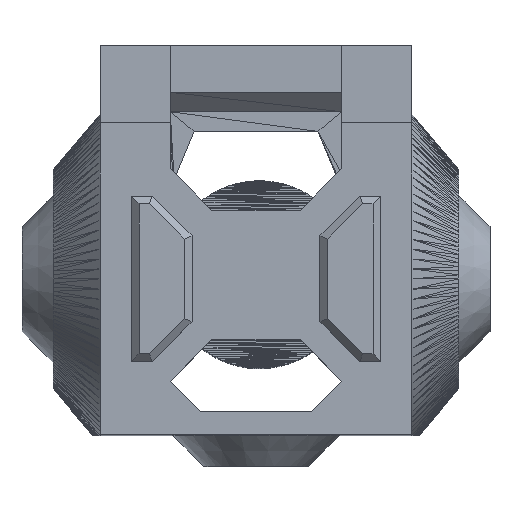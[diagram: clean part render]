
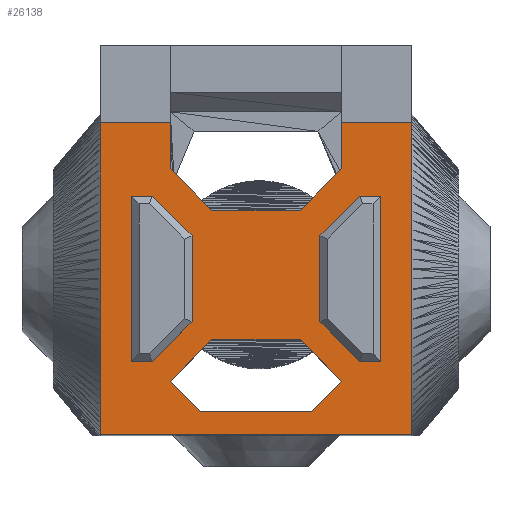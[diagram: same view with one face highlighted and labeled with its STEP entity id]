
A CAD part, top view. The second image highlights one B-rep face of the part: STEP entity #26138.
In plain terms, the highlighted planar face has unit normal (0, 0, 1).
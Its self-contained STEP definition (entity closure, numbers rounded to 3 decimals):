
#160=FACE_BOUND('',#3231,.T.);
#161=FACE_BOUND('',#3232,.T.);
#162=FACE_BOUND('',#3233,.T.);
#1232=FACE_OUTER_BOUND('',#3230,.T.);
#3230=EDGE_LOOP('',(#19922,#19923,#19924,#19925,#19926,#19927,#19928,#19929,
#19930,#19931));
#3231=EDGE_LOOP('',(#19932,#19933,#19934,#19935,#19936,#19937));
#3232=EDGE_LOOP('',(#19938,#19939,#19940,#19941,#19942,#19943));
#3233=EDGE_LOOP('',(#19944,#19945,#19946,#19947,#19948,#19949));
#6012=LINE('',#40891,#9391);
#6054=LINE('',#40997,#9433);
#6083=LINE('',#41067,#9462);
#6223=LINE('',#41342,#9602);
#6291=LINE('',#41477,#9670);
#6292=LINE('',#41479,#9671);
#6293=LINE('',#41481,#9672);
#6294=LINE('',#41483,#9673);
#6295=LINE('',#41485,#9674);
#6296=LINE('',#41487,#9675);
#6297=LINE('',#41489,#9676);
#6298=LINE('',#41490,#9677);
#6299=LINE('',#41492,#9678);
#6300=LINE('',#41494,#9679);
#6301=LINE('',#41496,#9680);
#6302=LINE('',#41497,#9681);
#6303=LINE('',#41500,#9682);
#6304=LINE('',#41502,#9683);
#6305=LINE('',#41504,#9684);
#6306=LINE('',#41506,#9685);
#6307=LINE('',#41508,#9686);
#6308=LINE('',#41509,#9687);
#6309=LINE('',#41512,#9688);
#6310=LINE('',#41514,#9689);
#6311=LINE('',#41516,#9690);
#6312=LINE('',#41518,#9691);
#6313=LINE('',#41520,#9692);
#6314=LINE('',#41521,#9693);
#9391=VECTOR('',#33362,1.);
#9433=VECTOR('',#33428,1.);
#9462=VECTOR('',#33487,1.);
#9602=VECTOR('',#33645,1.);
#9670=VECTOR('',#33719,1.);
#9671=VECTOR('',#33720,1.);
#9672=VECTOR('',#33721,1.);
#9673=VECTOR('',#33722,1.);
#9674=VECTOR('',#33723,1.);
#9675=VECTOR('',#33724,1.);
#9676=VECTOR('',#33725,1.);
#9677=VECTOR('',#33726,1.);
#9678=VECTOR('',#33727,1.);
#9679=VECTOR('',#33728,1.);
#9680=VECTOR('',#33729,1.);
#9681=VECTOR('',#33730,1.);
#9682=VECTOR('',#33731,1.);
#9683=VECTOR('',#33732,1.);
#9684=VECTOR('',#33733,1.);
#9685=VECTOR('',#33734,1.);
#9686=VECTOR('',#33735,1.);
#9687=VECTOR('',#33736,1.);
#9688=VECTOR('',#33737,1.);
#9689=VECTOR('',#33738,1.);
#9690=VECTOR('',#33739,1.);
#9691=VECTOR('',#33740,1.);
#9692=VECTOR('',#33741,1.);
#9693=VECTOR('',#33742,1.);
#11940=VERTEX_POINT('',#40888);
#11941=VERTEX_POINT('',#40890);
#11986=VERTEX_POINT('',#40994);
#11987=VERTEX_POINT('',#40996);
#12013=VERTEX_POINT('',#41065);
#12139=VERTEX_POINT('',#41340);
#12203=VERTEX_POINT('',#41476);
#12204=VERTEX_POINT('',#41478);
#12205=VERTEX_POINT('',#41480);
#12206=VERTEX_POINT('',#41482);
#12207=VERTEX_POINT('',#41484);
#12208=VERTEX_POINT('',#41486);
#12209=VERTEX_POINT('',#41488);
#12210=VERTEX_POINT('',#41491);
#12211=VERTEX_POINT('',#41493);
#12212=VERTEX_POINT('',#41495);
#12213=VERTEX_POINT('',#41498);
#12214=VERTEX_POINT('',#41499);
#12215=VERTEX_POINT('',#41501);
#12216=VERTEX_POINT('',#41503);
#12217=VERTEX_POINT('',#41505);
#12218=VERTEX_POINT('',#41507);
#12219=VERTEX_POINT('',#41510);
#12220=VERTEX_POINT('',#41511);
#12221=VERTEX_POINT('',#41513);
#12222=VERTEX_POINT('',#41515);
#12223=VERTEX_POINT('',#41517);
#12224=VERTEX_POINT('',#41519);
#14485=EDGE_CURVE('',#11940,#11941,#6012,.T.);
#14535=EDGE_CURVE('',#11987,#11986,#6054,.T.);
#14569=EDGE_CURVE('',#12013,#11940,#6083,.T.);
#14709=EDGE_CURVE('',#11986,#12139,#6223,.T.);
#14777=EDGE_CURVE('',#12203,#12139,#6291,.T.);
#14778=EDGE_CURVE('',#12204,#12203,#6292,.T.);
#14779=EDGE_CURVE('',#12205,#12204,#6293,.T.);
#14780=EDGE_CURVE('',#12206,#12205,#6294,.T.);
#14781=EDGE_CURVE('',#12207,#12206,#6295,.T.);
#14782=EDGE_CURVE('',#12207,#12208,#6296,.T.);
#14783=EDGE_CURVE('',#12209,#12208,#6297,.T.);
#14784=EDGE_CURVE('',#11987,#12209,#6298,.T.);
#14785=EDGE_CURVE('',#12013,#12210,#6299,.T.);
#14786=EDGE_CURVE('',#12210,#12211,#6300,.T.);
#14787=EDGE_CURVE('',#12211,#12212,#6301,.T.);
#14788=EDGE_CURVE('',#11941,#12212,#6302,.T.);
#14789=EDGE_CURVE('',#12213,#12214,#6303,.T.);
#14790=EDGE_CURVE('',#12213,#12215,#6304,.T.);
#14791=EDGE_CURVE('',#12216,#12215,#6305,.T.);
#14792=EDGE_CURVE('',#12216,#12217,#6306,.T.);
#14793=EDGE_CURVE('',#12217,#12218,#6307,.T.);
#14794=EDGE_CURVE('',#12218,#12214,#6308,.T.);
#14795=EDGE_CURVE('',#12219,#12220,#6309,.T.);
#14796=EDGE_CURVE('',#12221,#12220,#6310,.T.);
#14797=EDGE_CURVE('',#12222,#12221,#6311,.T.);
#14798=EDGE_CURVE('',#12223,#12222,#6312,.T.);
#14799=EDGE_CURVE('',#12223,#12224,#6313,.T.);
#14800=EDGE_CURVE('',#12224,#12219,#6314,.T.);
#19922=ORIENTED_EDGE('',*,*,#14535,.T.);
#19923=ORIENTED_EDGE('',*,*,#14709,.T.);
#19924=ORIENTED_EDGE('',*,*,#14777,.F.);
#19925=ORIENTED_EDGE('',*,*,#14778,.F.);
#19926=ORIENTED_EDGE('',*,*,#14779,.F.);
#19927=ORIENTED_EDGE('',*,*,#14780,.F.);
#19928=ORIENTED_EDGE('',*,*,#14781,.F.);
#19929=ORIENTED_EDGE('',*,*,#14782,.T.);
#19930=ORIENTED_EDGE('',*,*,#14783,.F.);
#19931=ORIENTED_EDGE('',*,*,#14784,.F.);
#19932=ORIENTED_EDGE('',*,*,#14569,.F.);
#19933=ORIENTED_EDGE('',*,*,#14785,.T.);
#19934=ORIENTED_EDGE('',*,*,#14786,.T.);
#19935=ORIENTED_EDGE('',*,*,#14787,.T.);
#19936=ORIENTED_EDGE('',*,*,#14788,.F.);
#19937=ORIENTED_EDGE('',*,*,#14485,.F.);
#19938=ORIENTED_EDGE('',*,*,#14789,.F.);
#19939=ORIENTED_EDGE('',*,*,#14790,.T.);
#19940=ORIENTED_EDGE('',*,*,#14791,.F.);
#19941=ORIENTED_EDGE('',*,*,#14792,.T.);
#19942=ORIENTED_EDGE('',*,*,#14793,.T.);
#19943=ORIENTED_EDGE('',*,*,#14794,.T.);
#19944=ORIENTED_EDGE('',*,*,#14795,.T.);
#19945=ORIENTED_EDGE('',*,*,#14796,.F.);
#19946=ORIENTED_EDGE('',*,*,#14797,.F.);
#19947=ORIENTED_EDGE('',*,*,#14798,.F.);
#19948=ORIENTED_EDGE('',*,*,#14799,.T.);
#19949=ORIENTED_EDGE('',*,*,#14800,.T.);
#24152=PLANE('',#28303);
#26138=ADVANCED_FACE('',(#1232,#160,#161,#162),#24152,.T.);
#28303=AXIS2_PLACEMENT_3D('',#41475,#33717,#33718);
#33362=DIRECTION('',(1.,0.,0.));
#33428=DIRECTION('',(1.,0.,0.));
#33487=DIRECTION('',(0.707,-0.707,0.));
#33645=DIRECTION('',(0.,1.,0.));
#33717=DIRECTION('center_axis',(0.,0.,1.));
#33718=DIRECTION('ref_axis',(1.,0.,0.));
#33719=DIRECTION('',(1.,0.,0.));
#33720=DIRECTION('',(0.,1.,0.));
#33721=DIRECTION('',(0.707,0.707,0.));
#33722=DIRECTION('',(1.,0.,0.));
#33723=DIRECTION('',(0.707,-0.707,0.));
#33724=DIRECTION('',(0.,1.,0.));
#33725=DIRECTION('',(1.,0.,0.));
#33726=DIRECTION('',(0.,1.,0.));
#33727=DIRECTION('',(0.707,0.707,0.));
#33728=DIRECTION('',(1.,0.,0.));
#33729=DIRECTION('',(0.707,-0.707,0.));
#33730=DIRECTION('',(0.707,0.707,0.));
#33731=DIRECTION('',(0.,1.,0.));
#33732=DIRECTION('',(-1.,0.,0.));
#33733=DIRECTION('',(0.707,-0.707,0.));
#33734=DIRECTION('',(0.,1.,0.));
#33735=DIRECTION('',(0.707,0.707,0.));
#33736=DIRECTION('',(1.,0.,0.));
#33737=DIRECTION('',(0.707,-0.707,0.));
#33738=DIRECTION('',(0.,1.,0.));
#33739=DIRECTION('',(0.707,0.707,0.));
#33740=DIRECTION('',(1.,0.,0.));
#33741=DIRECTION('',(0.,1.,0.));
#33742=DIRECTION('',(1.,0.,0.));
#40888=CARTESIAN_POINT('',(177.339,-5.,202.894));
#40890=CARTESIAN_POINT('',(184.461,-5.,202.894));
#40891=CARTESIAN_POINT('',(177.339,-5.,202.894));
#40994=CARTESIAN_POINT('',(190.9,-6.5,202.894));
#40996=CARTESIAN_POINT('',(170.9,-6.5,202.894));
#40997=CARTESIAN_POINT('',(170.9,-6.5,202.894));
#41065=CARTESIAN_POINT('',(175.4,-3.061,202.894));
#41067=CARTESIAN_POINT('',(177.789,-5.45,202.894));
#41340=CARTESIAN_POINT('',(190.9,13.5,202.894));
#41342=CARTESIAN_POINT('',(190.9,-6.5,202.894));
#41475=CARTESIAN_POINT('Origin',(183.739,-0.4,202.894));
#41476=CARTESIAN_POINT('',(186.4,13.5,202.894));
#41477=CARTESIAN_POINT('',(186.4,13.5,202.894));
#41478=CARTESIAN_POINT('',(186.4,10.561,202.894));
#41479=CARTESIAN_POINT('',(186.4,10.561,202.894));
#41480=CARTESIAN_POINT('',(183.739,7.9,202.894));
#41481=CARTESIAN_POINT('',(183.739,7.9,202.894));
#41482=CARTESIAN_POINT('',(178.061,7.9,202.894));
#41483=CARTESIAN_POINT('',(178.061,7.9,202.894));
#41484=CARTESIAN_POINT('',(175.4,10.561,202.894));
#41485=CARTESIAN_POINT('',(175.4,10.561,202.894));
#41486=CARTESIAN_POINT('',(175.4,13.5,202.894));
#41487=CARTESIAN_POINT('',(175.4,10.561,202.894));
#41488=CARTESIAN_POINT('',(170.9,13.5,202.894));
#41489=CARTESIAN_POINT('',(170.9,13.5,202.894));
#41490=CARTESIAN_POINT('',(170.9,-6.5,202.894));
#41491=CARTESIAN_POINT('',(178.061,-0.4,202.894));
#41492=CARTESIAN_POINT('',(175.4,-3.061,202.894));
#41493=CARTESIAN_POINT('',(183.739,-0.4,202.894));
#41494=CARTESIAN_POINT('',(180.9,-0.4,202.894));
#41495=CARTESIAN_POINT('',(186.4,-3.061,202.894));
#41496=CARTESIAN_POINT('',(183.739,-0.4,202.894));
#41497=CARTESIAN_POINT('',(184.461,-5.,202.894));
#41498=CARTESIAN_POINT('',(188.9,-1.8,202.894));
#41499=CARTESIAN_POINT('',(188.9,8.8,202.894));
#41500=CARTESIAN_POINT('',(188.9,-1.8,202.894));
#41501=CARTESIAN_POINT('',(187.543,-1.8,202.894));
#41502=CARTESIAN_POINT('',(186.32,-1.8,202.894));
#41503=CARTESIAN_POINT('',(185.,0.744,202.894));
#41504=CARTESIAN_POINT('',(185.,0.744,202.894));
#41505=CARTESIAN_POINT('',(185.,6.257,202.894));
#41506=CARTESIAN_POINT('',(185.,0.744,202.894));
#41507=CARTESIAN_POINT('',(187.543,8.8,202.894));
#41508=CARTESIAN_POINT('',(185.,6.257,202.894));
#41509=CARTESIAN_POINT('',(186.32,8.8,202.894));
#41510=CARTESIAN_POINT('',(174.256,8.8,202.894));
#41511=CARTESIAN_POINT('',(176.8,6.257,202.894));
#41512=CARTESIAN_POINT('',(174.256,8.8,202.894));
#41513=CARTESIAN_POINT('',(176.8,0.744,202.894));
#41514=CARTESIAN_POINT('',(176.8,0.744,202.894));
#41515=CARTESIAN_POINT('',(174.256,-1.8,202.894));
#41516=CARTESIAN_POINT('',(174.256,-1.8,202.894));
#41517=CARTESIAN_POINT('',(172.9,-1.8,202.894));
#41518=CARTESIAN_POINT('',(178.32,-1.8,202.894));
#41519=CARTESIAN_POINT('',(172.9,8.8,202.894));
#41520=CARTESIAN_POINT('',(172.9,-1.8,202.894));
#41521=CARTESIAN_POINT('',(172.9,8.8,202.894));
